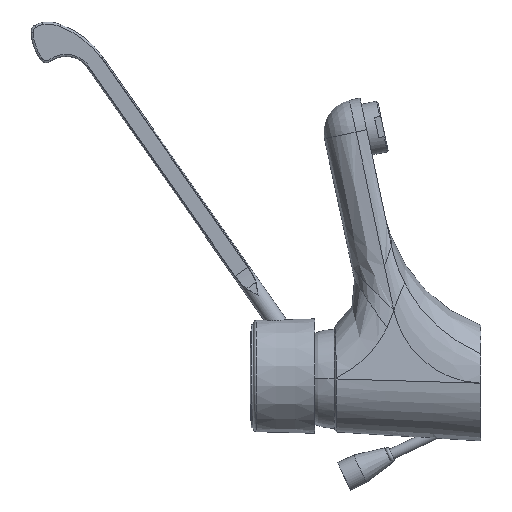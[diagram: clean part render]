
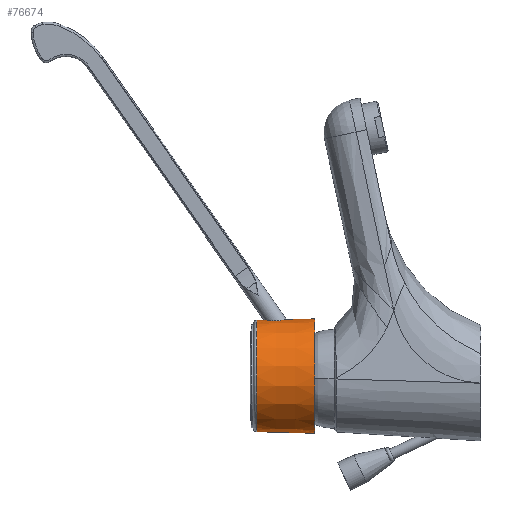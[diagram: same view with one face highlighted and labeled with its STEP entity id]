
A CAD part, left-side view. The second image highlights one B-rep face of the part: STEP entity #76674.
In plain terms, the highlighted conical face has half-angle 1.507 degrees and reference radius 26.144 mm.
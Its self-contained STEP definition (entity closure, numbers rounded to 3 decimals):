
#24550=CARTESIAN_POINT('',(0.,104.039,3.3));
#24551=DIRECTION('',(0.,1.,0.));
#24552=DIRECTION('',(0.,0.,-1.));
#24553=AXIS2_PLACEMENT_3D('',#24550,#24551,#24552);
#24555=CARTESIAN_POINT('',(0.,100.537,
29.181));
#24556=CARTESIAN_POINT('',(-0.067,100.537,
29.181));
#24557=CARTESIAN_POINT('',(-0.201,100.533,
29.18));
#24558=CARTESIAN_POINT('',(-0.401,100.515,
29.178));
#24559=CARTESIAN_POINT('',(-0.603,100.484,
29.175));
#24560=CARTESIAN_POINT('',(-0.803,100.441,
29.171));
#24561=CARTESIAN_POINT('',(-1.004,100.386,
29.165));
#24562=CARTESIAN_POINT('',(-1.205,100.316,
29.159));
#24563=CARTESIAN_POINT('',(-1.405,100.234,
29.151));
#24564=CARTESIAN_POINT('',(-1.605,100.138,
29.142));
#24565=CARTESIAN_POINT('',(-1.805,100.027,
29.131));
#24566=CARTESIAN_POINT('',(-2.003,99.901,
29.12));
#24567=CARTESIAN_POINT('',(-2.2,99.76,
29.108));
#24568=CARTESIAN_POINT('',(-2.394,99.604,
29.095));
#24569=CARTESIAN_POINT('',(-2.586,99.431,
29.081));
#24570=CARTESIAN_POINT('',(-2.773,99.242,
29.066));
#24571=CARTESIAN_POINT('',(-2.955,99.037,
29.051));
#24572=CARTESIAN_POINT('',(-3.132,98.815,
29.036));
#24573=CARTESIAN_POINT('',(-3.301,98.578,
29.021));
#24574=CARTESIAN_POINT('',(-3.461,98.327,
29.007));
#24575=CARTESIAN_POINT('',(-3.612,98.06,
28.993));
#24576=CARTESIAN_POINT('',(-3.752,97.781,
28.981));
#24577=CARTESIAN_POINT('',(-3.879,97.49,
28.969));
#24578=CARTESIAN_POINT('',(-3.993,97.189,
28.96));
#24579=CARTESIAN_POINT('',(-4.092,96.879,
28.953));
#24580=CARTESIAN_POINT('',(-4.176,96.564,
28.947));
#24581=CARTESIAN_POINT('',(-4.244,96.244,
28.945));
#24582=CARTESIAN_POINT('',(-4.296,95.921,
28.945));
#24583=CARTESIAN_POINT('',(-4.331,95.598,
28.948));
#24584=CARTESIAN_POINT('',(-4.349,95.276,
28.953));
#24585=CARTESIAN_POINT('',(-4.352,94.957,
28.961));
#24586=CARTESIAN_POINT('',(-4.338,94.643,
28.972));
#24587=CARTESIAN_POINT('',(-4.308,94.334,
28.985));
#24588=CARTESIAN_POINT('',(-4.264,94.032,
29.001));
#24589=CARTESIAN_POINT('',(-4.204,93.739,
29.018));
#24590=CARTESIAN_POINT('',(-4.131,93.454,
29.038));
#24591=CARTESIAN_POINT('',(-4.044,93.178,
29.059));
#24592=CARTESIAN_POINT('',(-3.945,92.914,
29.081));
#24593=CARTESIAN_POINT('',(-3.834,92.659,
29.105));
#24594=CARTESIAN_POINT('',(-3.711,92.416,
29.129));
#24595=CARTESIAN_POINT('',(-3.578,92.183,
29.154));
#24596=CARTESIAN_POINT('',(-3.435,91.963,
29.179));
#24597=CARTESIAN_POINT('',(-3.282,91.754,
29.205));
#24598=CARTESIAN_POINT('',(-3.119,91.557,
29.23));
#24599=CARTESIAN_POINT('',(-2.949,91.372,
29.255));
#24600=CARTESIAN_POINT('',(-2.771,91.2,
29.279));
#24601=CARTESIAN_POINT('',(-2.586,91.039,
29.303));
#24602=CARTESIAN_POINT('',(-2.394,90.891,
29.325));
#24603=CARTESIAN_POINT('',(-2.196,90.756,
29.346));
#24604=CARTESIAN_POINT('',(-1.993,90.633,
29.365));
#24605=CARTESIAN_POINT('',(-1.784,90.523,
29.383));
#24606=CARTESIAN_POINT('',(-1.571,90.426,
29.4));
#24607=CARTESIAN_POINT('',(-1.354,90.341,
29.414));
#24608=CARTESIAN_POINT('',(-1.133,90.27,
29.427));
#24609=CARTESIAN_POINT('',(-0.91,90.211,
29.437));
#24610=CARTESIAN_POINT('',(-0.685,90.166,
29.445));
#24611=CARTESIAN_POINT('',(-0.457,90.133,
29.451));
#24612=CARTESIAN_POINT('',(-0.229,90.113,
29.454));
#24613=CARTESIAN_POINT('',(-0.076,90.109,
29.455));
#24614=CARTESIAN_POINT('',(0.,90.109,
29.455));
#24616=CARTESIAN_POINT('',(0.,77.,3.3));
#24617=DIRECTION('',(0.,-1.,0.));
#24618=DIRECTION('',(0.,0.,1.));
#24619=AXIS2_PLACEMENT_3D('',#24616,#24617,#24618);
#24656=DIRECTION('',(0.,1.,0.026));
#24657=VECTOR('',#24656,27.049);
#24658=CARTESIAN_POINT('',(0.,77.,-23.2));
#24659=LINE('',#24658,#24657);
#24665=DIRECTION('',(0.,1.,-0.026));
#24666=VECTOR('',#24665,13.113);
#24667=CARTESIAN_POINT('',(0.,77.,29.8));
#24668=LINE('',#24667,#24666);
#24730=DIRECTION('',(0.,1.,-0.026));
#24731=VECTOR('',#24730,3.503);
#24732=CARTESIAN_POINT('',(0.,100.537,
29.181));
#24733=LINE('',#24732,#24731);
#39970=CARTESIAN_POINT('',(0.,90.109,
29.455));
#39971=VERTEX_POINT('',#39970);
#39972=CARTESIAN_POINT('',(0.,77.,29.8));
#39973=CARTESIAN_POINT('',(0.,77.,-23.2));
#39974=VERTEX_POINT('',#39972);
#39975=VERTEX_POINT('',#39973);
#39977=VERTEX_POINT('',#24555);
#40031=CARTESIAN_POINT('',(0.,104.039,
29.088));
#40032=CARTESIAN_POINT('',(0.,104.039,
-22.488));
#40033=VERTEX_POINT('',#40031);
#40034=VERTEX_POINT('',#40032);
#76656=CARTESIAN_POINT('',(0.,90.52,3.3));
#76657=DIRECTION('',(0.,-1.,0.));
#76658=DIRECTION('',(0.,0.,-1.));
#76659=AXIS2_PLACEMENT_3D('',#76656,#76657,#76658);
#76660=CONICAL_SURFACE('',#76659,26.144,1.507);
#76662=ORIENTED_EDGE('',*,*,#76661,.T.);
#76664=ORIENTED_EDGE('',*,*,#76663,.F.);
#76666=ORIENTED_EDGE('',*,*,#76665,.T.);
#76668=ORIENTED_EDGE('',*,*,#76667,.F.);
#76669=ORIENTED_EDGE('',*,*,#76637,.T.);
#76671=ORIENTED_EDGE('',*,*,#76670,.T.);
#76672=EDGE_LOOP('',(#76662,#76664,#76666,#76668,#76669,#76671));
#76673=FACE_OUTER_BOUND('',#76672,.F.);
#76674=ADVANCED_FACE('',(#76673),#76660,.T.);
#24554=CIRCLE('',#24553,25.788);
#24615=B_SPLINE_CURVE_WITH_KNOTS('',3,(#24555,#24556,#24557,#24558,#24559,
#24560,#24561,#24562,#24563,#24564,#24565,#24566,#24567,#24568,#24569,#24570,
#24571,#24572,#24573,#24574,#24575,#24576,#24577,#24578,#24579,#24580,#24581,
#24582,#24583,#24584,#24585,#24586,#24587,#24588,#24589,#24590,#24591,#24592,
#24593,#24594,#24595,#24596,#24597,#24598,#24599,#24600,#24601,#24602,#24603,
#24604,#24605,#24606,#24607,#24608,#24609,#24610,#24611,#24612,#24613,#24614),
.UNSPECIFIED.,.F.,.F.,(4,1,1,1,1,1,1,1,1,1,1,1,1,1,1,1,1,1,1,1,1,1,1,1,1,1,1,1,
1,1,1,1,1,1,1,1,1,1,1,1,1,1,1,1,1,1,1,1,1,1,1,1,1,1,1,1,1,4),(0.,
0.018,0.035,0.053,0.07,
0.088,0.105,0.123,0.14,
0.158,0.175,0.193,0.211,
0.228,0.246,0.263,0.281,
0.298,0.316,0.333,0.351,
0.368,0.386,0.404,0.421,
0.439,0.456,0.474,0.491,
0.509,0.526,0.544,0.561,
0.579,0.596,0.614,0.632,
0.649,0.667,0.684,0.702,
0.719,0.737,0.754,0.772,
0.789,0.807,0.825,0.842,
0.86,0.877,0.895,0.912,
0.93,0.947,0.965,0.982,1.),
.UNSPECIFIED.);
#24620=CIRCLE('',#24619,26.5);
#76637=EDGE_CURVE('',#39974,#39975,#24620,.T.);
#76661=EDGE_CURVE('',#40034,#40033,#24554,.T.);
#76663=EDGE_CURVE('',#39977,#40033,#24733,.T.);
#76665=EDGE_CURVE('',#39977,#39971,#24615,.T.);
#76667=EDGE_CURVE('',#39974,#39971,#24668,.T.);
#76670=EDGE_CURVE('',#39975,#40034,#24659,.T.);
